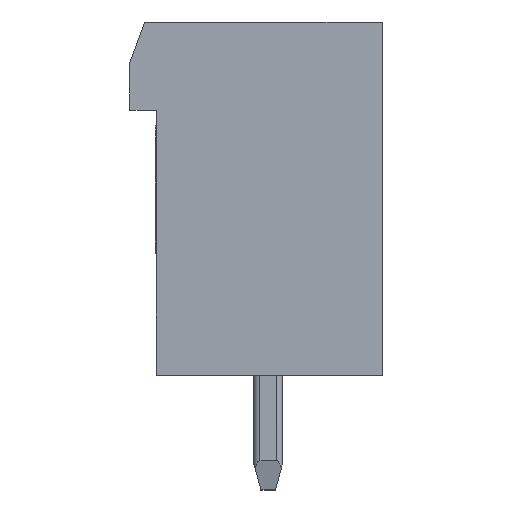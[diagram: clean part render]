
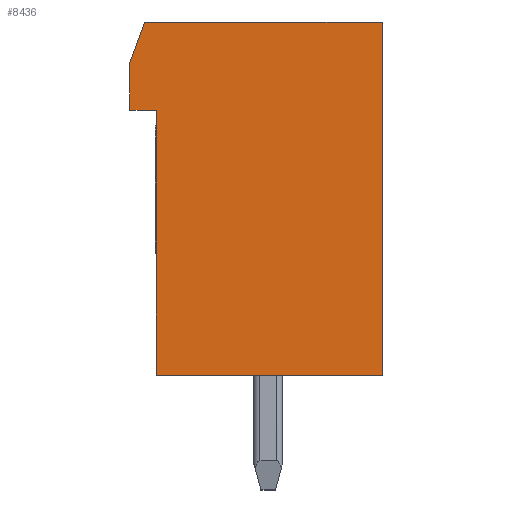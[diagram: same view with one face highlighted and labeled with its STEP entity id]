
A CAD part, left-side view. The second image highlights one B-rep face of the part: STEP entity #8436.
In plain terms, the highlighted planar face has unit normal (-1, 0, 0).
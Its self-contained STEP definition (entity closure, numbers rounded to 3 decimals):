
#8436=ADVANCED_FACE('',(#19102),#19103,.F.);
#12168=VERTEX_POINT('',#23359);
#12172=VERTEX_POINT('',#23363);
#12174=EDGE_CURVE('',#12168,#12172,#23365,.T.);
#12264=VERTEX_POINT('',#23455);
#12268=EDGE_CURVE('',#12168,#12264,#23459,.T.);
#12270=VERTEX_POINT('',#23461);
#12274=VERTEX_POINT('',#23465);
#12278=EDGE_CURVE('',#12270,#12274,#23469,.T.);
#12280=VERTEX_POINT('',#23471);
#12286=EDGE_CURVE('',#12172,#12280,#23477,.T.);
#12322=VERTEX_POINT('',#23514);
#12326=EDGE_CURVE('',#12322,#12270,#23518,.T.);
#12330=EDGE_CURVE('',#12264,#12322,#23522,.T.);
#12342=EDGE_CURVE('',#12280,#12274,#23534,.T.);
#19102=FACE_OUTER_BOUND('',#37119,.T.);
#19103=PLANE('',#37120);
#23359=CARTESIAN_POINT('',(0.0,0.0,12.0));
#23363=CARTESIAN_POINT('',(0.0,0.0,0.0));
#23365=LINE('',#43317,#43318);
#23455=CARTESIAN_POINT('',(0.0,8.07,12.0));
#23459=LINE('',#43475,#43476);
#23461=CARTESIAN_POINT('',(0.0,8.57,9.));
#23465=CARTESIAN_POINT('',(0.0,7.67,9.));
#23469=LINE('',#43491,#43492);
#23471=CARTESIAN_POINT('',(0.0,7.67,0.0));
#23477=LINE('',#43505,#43506);
#23514=CARTESIAN_POINT('',(0.0,8.57,10.626));
#23518=LINE('',#43573,#43574);
#23522=LINE('',#43581,#43582);
#23534=LINE('',#43604,#43605);
#37119=EDGE_LOOP('',(#54362,#54363,#54364,#54365,#54366,#54367,#54368));
#37120=AXIS2_PLACEMENT_3D('',#54369,#54370,#54371);
#43317=CARTESIAN_POINT('',(0.0,0.0,12.0));
#43318=VECTOR('',#58984,1.0);
#43475=CARTESIAN_POINT('',(0.0,0.0,12.0));
#43476=VECTOR('',#59022,1.0);
#43491=CARTESIAN_POINT('',(0.0,8.57,9.));
#43492=VECTOR('',#59025,1.0);
#43505=CARTESIAN_POINT('',(0.0,0.0,0.0));
#43506=VECTOR('',#59028,1.0);
#43573=CARTESIAN_POINT('',(0.0,8.57,10.626));
#43574=VECTOR('',#59054,1.0);
#43581=CARTESIAN_POINT('',(0.0,8.07,12.0));
#43582=VECTOR('',#59056,1.0);
#43604=CARTESIAN_POINT('',(0.0,7.67,0.0));
#43605=VECTOR('',#59064,1.0);
#54362=ORIENTED_EDGE('',*,*,#12268,.T.);
#54363=ORIENTED_EDGE('',*,*,#12330,.T.);
#54364=ORIENTED_EDGE('',*,*,#12326,.T.);
#54365=ORIENTED_EDGE('',*,*,#12278,.T.);
#54366=ORIENTED_EDGE('',*,*,#12342,.F.);
#54367=ORIENTED_EDGE('',*,*,#12286,.F.);
#54368=ORIENTED_EDGE('',*,*,#12174,.F.);
#54369=CARTESIAN_POINT('',(0.0,-0.221,12.306));
#54370=DIRECTION('',(1.0,-0.0,0.0));
#54371=DIRECTION('',(0.0,0.0,-1.0));
#58984=DIRECTION('',(0.0,0.0,-1.0));
#59022=DIRECTION('',(0.0,1.0,0.0));
#59025=DIRECTION('',(0.0,-1.0,0.0));
#59028=DIRECTION('',(0.0,1.0,0.0));
#59054=DIRECTION('',(0.0,0.0,-1.0));
#59056=DIRECTION('',(0.0,0.342,-0.94));
#59064=DIRECTION('',(0.0,0.0,1.0));
